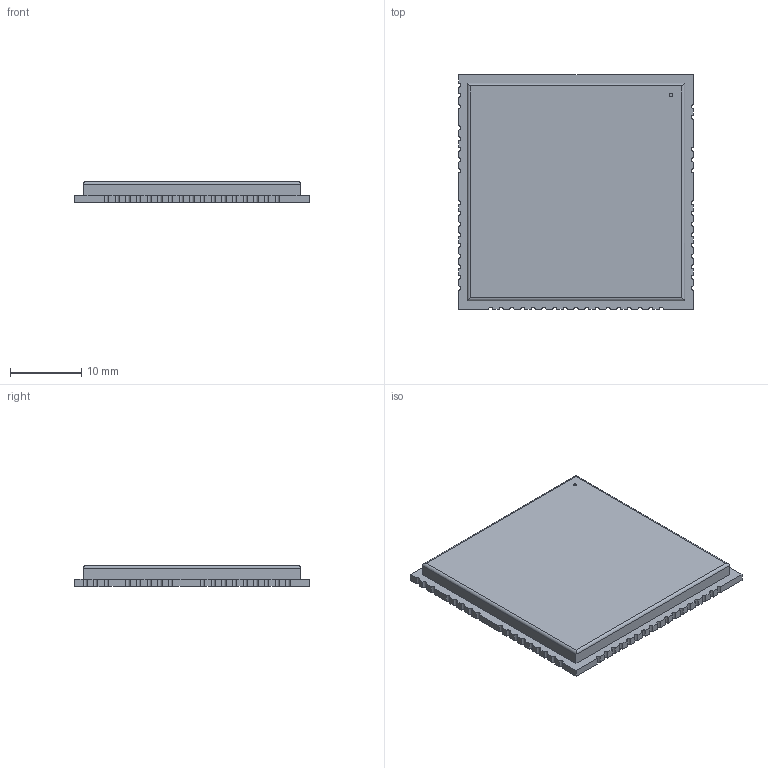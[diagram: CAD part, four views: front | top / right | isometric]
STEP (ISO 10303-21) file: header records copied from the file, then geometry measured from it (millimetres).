
FILE_DESCRIPTION (( 'STEP AP214' ), '1' );
FILE_NAME ('SIM300D.STEP', '2009-12-12T06:39:58', ( 'hnhkj' ), ( 'wincotime' ), 'SwSTEP 2.0', 'SolidWorks 2005204', '' );
FILE_SCHEMA (( 'AUTOMOTIVE_DESIGN' ));
Length unit declared in the file: millimetre
Products named in the file (1): SIM300D
Bounding box: 33 x 33 x 2.96 mm (x, y, z)
Volume: 2904.7 mm3; surface area: 4406.1 mm2
Topology: 2 solids, 2 shells, 325 faces, 956 edges, 636 vertices
Faces by surface type: plane 257, cylinder 68
Entity records: 13521 total; most frequent: CARTESIAN_POINT 1930, ORIENTED_EDGE 1912, DIRECTION 1732, EDGE_CURVE 956, VECTOR 824, LINE 824, VERTEX_POINT 636, AXIS2_PLACEMENT_3D 454
